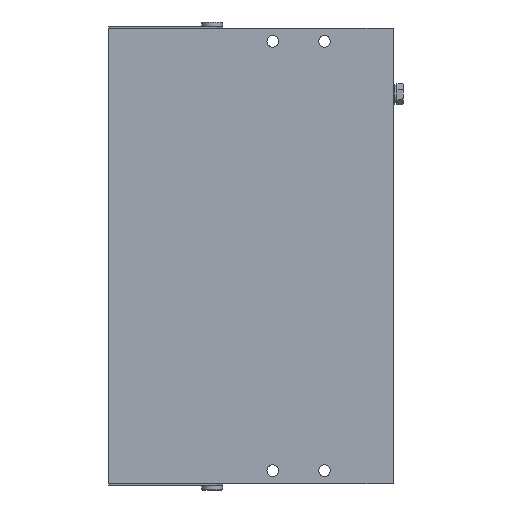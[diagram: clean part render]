
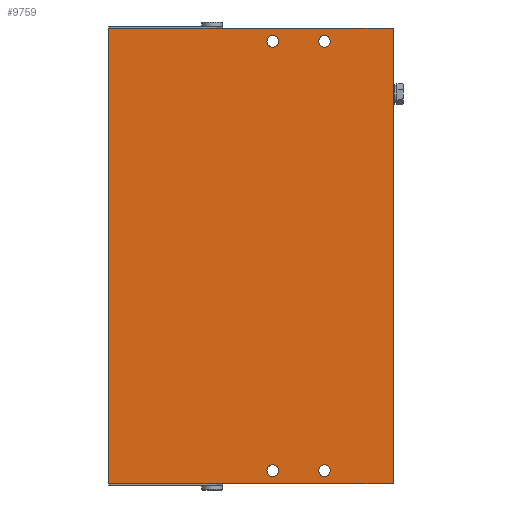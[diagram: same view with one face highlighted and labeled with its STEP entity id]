
A CAD part, front view. The second image highlights one B-rep face of the part: STEP entity #9759.
In plain terms, the highlighted planar face has unit normal (0, -1, 0).
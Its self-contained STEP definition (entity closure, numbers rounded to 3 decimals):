
#625=CIRCLE('',#10923,2.25);
#626=CIRCLE('',#10924,2.25);
#627=CIRCLE('',#10925,2.25);
#628=CIRCLE('',#10926,2.25);
#1362=ORIENTED_EDGE('',*,*,#3877,.T.);
#1363=ORIENTED_EDGE('',*,*,#3878,.T.);
#1364=ORIENTED_EDGE('',*,*,#3879,.T.);
#1365=ORIENTED_EDGE('',*,*,#3880,.T.);
#1366=ORIENTED_EDGE('',*,*,#3881,.T.);
#1367=ORIENTED_EDGE('',*,*,#3882,.F.);
#1368=ORIENTED_EDGE('',*,*,#3854,.F.);
#1369=ORIENTED_EDGE('',*,*,#3515,.T.);
#3515=EDGE_CURVE('',#4778,#4777,#5766,.T.);
#3854=EDGE_CURVE('',#4778,#5102,#5935,.T.);
#3877=EDGE_CURVE('',#5133,#5133,#625,.T.);
#3878=EDGE_CURVE('',#5134,#5134,#626,.T.);
#3879=EDGE_CURVE('',#5135,#5135,#627,.T.);
#3880=EDGE_CURVE('',#5136,#5136,#628,.T.);
#3881=EDGE_CURVE('',#4777,#5137,#5948,.T.);
#3882=EDGE_CURVE('',#5102,#5137,#5949,.T.);
#4777=VERTEX_POINT('',#15097);
#4778=VERTEX_POINT('',#15099);
#5102=VERTEX_POINT('',#15751);
#5133=VERTEX_POINT('',#15847);
#5134=VERTEX_POINT('',#15849);
#5135=VERTEX_POINT('',#15851);
#5136=VERTEX_POINT('',#15853);
#5137=VERTEX_POINT('',#15855);
#5766=LINE('',#15098,#6439);
#5935=LINE('',#15776,#6608);
#5948=LINE('',#15854,#6621);
#5949=LINE('',#15856,#6622);
#6439=VECTOR('',#11969,1000.);
#6608=VECTOR('',#12482,1000.);
#6621=VECTOR('',#12529,1000.);
#6622=VECTOR('',#12530,1000.);
#7272=EDGE_LOOP('',(#1362));
#7273=EDGE_LOOP('',(#1363));
#7274=EDGE_LOOP('',(#1364));
#7275=EDGE_LOOP('',(#1365));
#7276=EDGE_LOOP('',(#1366,#1367,#1368,#1369));
#8409=FACE_BOUND('',#7272,.T.);
#8410=FACE_BOUND('',#7273,.T.);
#8411=FACE_BOUND('',#7274,.T.);
#8412=FACE_BOUND('',#7275,.T.);
#8413=FACE_BOUND('',#7276,.T.);
#9408=PLANE('',#10922);
#9759=ADVANCED_FACE('',(#8409,#8410,#8411,#8412,#8413),#9408,.F.);
#10922=AXIS2_PLACEMENT_3D('',#15845,#12519,#12520);
#10923=AXIS2_PLACEMENT_3D('',#15846,#12521,#12522);
#10924=AXIS2_PLACEMENT_3D('',#15848,#12523,#12524);
#10925=AXIS2_PLACEMENT_3D('',#15850,#12525,#12526);
#10926=AXIS2_PLACEMENT_3D('',#15852,#12527,#12528);
#11969=DIRECTION('',(0.,0.,-1.));
#12482=DIRECTION('',(1.,0.,0.));
#12519=DIRECTION('',(0.,1.,0.));
#12520=DIRECTION('',(0.,0.,1.));
#12521=DIRECTION('',(0.,1.,0.));
#12522=DIRECTION('',(0.,0.,1.));
#12523=DIRECTION('',(0.,1.,0.));
#12524=DIRECTION('',(0.,0.,1.));
#12525=DIRECTION('',(0.,1.,0.));
#12526=DIRECTION('',(0.,0.,1.));
#12527=DIRECTION('',(0.,1.,0.));
#12528=DIRECTION('',(0.,0.,1.));
#12529=DIRECTION('',(1.,0.,0.));
#12530=DIRECTION('',(0.,0.,-1.));
#15097=CARTESIAN_POINT('',(0.,-33.8,0.));
#15098=CARTESIAN_POINT('',(0.,-33.8,176.));
#15099=CARTESIAN_POINT('',(0.,-33.8,176.));
#15751=CARTESIAN_POINT('',(110.,-33.8,176.));
#15776=CARTESIAN_POINT('',(0.,-33.8,176.));
#15845=CARTESIAN_POINT('',(0.,-33.8,176.));
#15846=CARTESIAN_POINT('',(46.5,-33.8,5.));
#15847=CARTESIAN_POINT('',(46.5,-33.8,7.25));
#15848=CARTESIAN_POINT('',(26.5,-33.8,171.));
#15849=CARTESIAN_POINT('',(26.5,-33.8,173.25));
#15850=CARTESIAN_POINT('',(46.5,-33.8,171.));
#15851=CARTESIAN_POINT('',(46.5,-33.8,173.25));
#15852=CARTESIAN_POINT('',(26.5,-33.8,5.));
#15853=CARTESIAN_POINT('',(26.5,-33.8,7.25));
#15854=CARTESIAN_POINT('',(0.,-33.8,0.));
#15855=CARTESIAN_POINT('',(110.,-33.8,0.));
#15856=CARTESIAN_POINT('',(110.,-33.8,176.));
